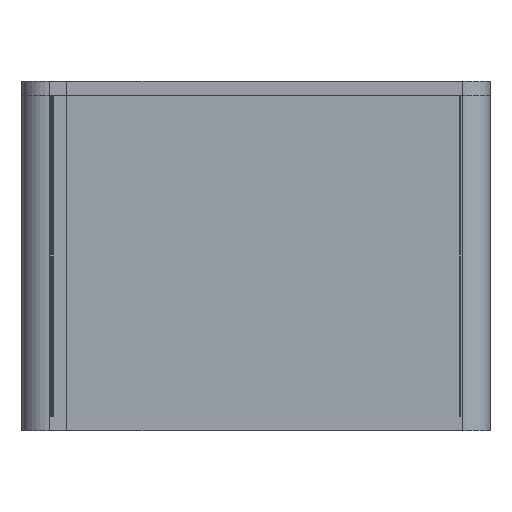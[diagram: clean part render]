
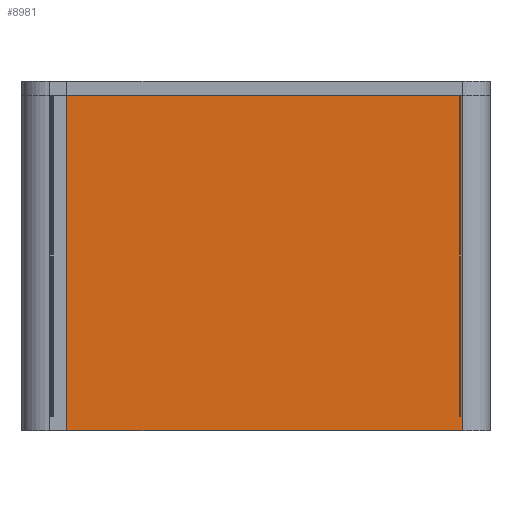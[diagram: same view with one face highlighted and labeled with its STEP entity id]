
A CAD part, left-side view. The second image highlights one B-rep face of the part: STEP entity #8981.
In plain terms, the highlighted planar face has unit normal (-1, 0, 0).
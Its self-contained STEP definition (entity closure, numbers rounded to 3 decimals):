
#820=PLANE('',#9738);
#1329=FACE_OUTER_BOUND('',#1913,.T.);
#1913=EDGE_LOOP('',(#8262,#8263,#8264,#8265,#8266,#8267,#8268,#8269,#8270,
#8271));
#2614=LINE('',#17152,#3325);
#2616=LINE('',#17160,#3327);
#2619=LINE('',#17179,#3330);
#2621=LINE('',#17182,#3332);
#2622=LINE('',#17185,#3333);
#2623=LINE('',#17187,#3334);
#2625=LINE('',#17190,#3336);
#2635=LINE('',#17225,#3346);
#2639=LINE('',#17233,#3350);
#2640=LINE('',#17235,#3351);
#3325=VECTOR('',#11801,10.);
#3327=VECTOR('',#11807,10.);
#3330=VECTOR('',#11828,10.);
#3332=VECTOR('',#11830,10.);
#3333=VECTOR('',#11833,10.);
#3334=VECTOR('',#11834,10.);
#3336=VECTOR('',#11838,10.);
#3346=VECTOR('',#11880,10.);
#3350=VECTOR('',#11888,10.);
#3351=VECTOR('',#11891,10.);
#4400=VERTEX_POINT('',#17149);
#4401=VERTEX_POINT('',#17151);
#4404=VERTEX_POINT('',#17157);
#4405=VERTEX_POINT('',#17159);
#4412=VERTEX_POINT('',#17178);
#4413=VERTEX_POINT('',#17180);
#4414=VERTEX_POINT('',#17184);
#4415=VERTEX_POINT('',#17186);
#4423=VERTEX_POINT('',#17222);
#4424=VERTEX_POINT('',#17224);
#5678=EDGE_CURVE('',#4400,#4401,#2614,.T.);
#5682=EDGE_CURVE('',#4404,#4405,#2616,.T.);
#5693=EDGE_CURVE('',#4404,#4412,#2619,.T.);
#5695=EDGE_CURVE('',#4412,#4413,#2621,.T.);
#5696=EDGE_CURVE('',#4414,#4401,#2622,.T.);
#5697=EDGE_CURVE('',#4415,#4414,#2623,.T.);
#5699=EDGE_CURVE('',#4413,#4415,#2625,.T.);
#5715=EDGE_CURVE('',#4423,#4424,#2635,.T.);
#5720=EDGE_CURVE('',#4405,#4423,#2639,.T.);
#5721=EDGE_CURVE('',#4424,#4400,#2640,.T.);
#8262=ORIENTED_EDGE('',*,*,#5696,.T.);
#8263=ORIENTED_EDGE('',*,*,#5678,.F.);
#8264=ORIENTED_EDGE('',*,*,#5721,.F.);
#8265=ORIENTED_EDGE('',*,*,#5715,.F.);
#8266=ORIENTED_EDGE('',*,*,#5720,.F.);
#8267=ORIENTED_EDGE('',*,*,#5682,.F.);
#8268=ORIENTED_EDGE('',*,*,#5693,.T.);
#8269=ORIENTED_EDGE('',*,*,#5695,.T.);
#8270=ORIENTED_EDGE('',*,*,#5699,.T.);
#8271=ORIENTED_EDGE('',*,*,#5697,.T.);
#8981=ADVANCED_FACE('',(#1329),#820,.T.);
#9738=AXIS2_PLACEMENT_3D('',#17234,#11889,#11890);
#11801=DIRECTION('',(0.,-1.,0.));
#11807=DIRECTION('',(0.,-1.,0.));
#11828=DIRECTION('',(0.,0.,-1.));
#11830=DIRECTION('',(0.,1.,0.));
#11833=DIRECTION('',(0.,0.,1.));
#11834=DIRECTION('',(0.,1.,0.));
#11838=DIRECTION('',(0.,1.,0.));
#11880=DIRECTION('',(0.,1.,0.));
#11888=DIRECTION('',(0.,0.,-1.));
#11889=DIRECTION('center_axis',(-1.,0.,0.));
#11890=DIRECTION('ref_axis',(0.,1.,0.));
#11891=DIRECTION('',(0.,0.,1.));
#17149=CARTESIAN_POINT('',(-2.1,44.1,35.));
#17151=CARTESIAN_POINT('',(-2.1,1.216,35.));
#17152=CARTESIAN_POINT('',(-2.1,44.1,35.));
#17157=CARTESIAN_POINT('',(-2.1,1.086,35.));
#17159=CARTESIAN_POINT('',(-2.1,0.9,35.));
#17160=CARTESIAN_POINT('',(-2.1,44.1,35.));
#17178=CARTESIAN_POINT('',(-2.1,1.086,0.));
#17179=CARTESIAN_POINT('',(-2.1,1.086,0.));
#17180=CARTESIAN_POINT('',(-2.1,1.104,0.));
#17182=CARTESIAN_POINT('',(-2.1,-0.475,0.));
#17184=CARTESIAN_POINT('',(-2.1,1.216,0.));
#17185=CARTESIAN_POINT('',(-2.1,1.216,0.));
#17186=CARTESIAN_POINT('',(-2.1,1.196,0.));
#17187=CARTESIAN_POINT('',(-2.1,-0.475,0.));
#17190=CARTESIAN_POINT('',(-2.1,-0.475,0.));
#17222=CARTESIAN_POINT('',(-2.1,0.9,-1.6));
#17224=CARTESIAN_POINT('',(-2.1,44.1,-1.6));
#17225=CARTESIAN_POINT('',(-2.1,44.1,-1.6));
#17233=CARTESIAN_POINT('',(-2.1,0.9,0.));
#17234=CARTESIAN_POINT('Origin',(-2.1,-2.1,0.));
#17235=CARTESIAN_POINT('',(-2.1,44.1,0.));
